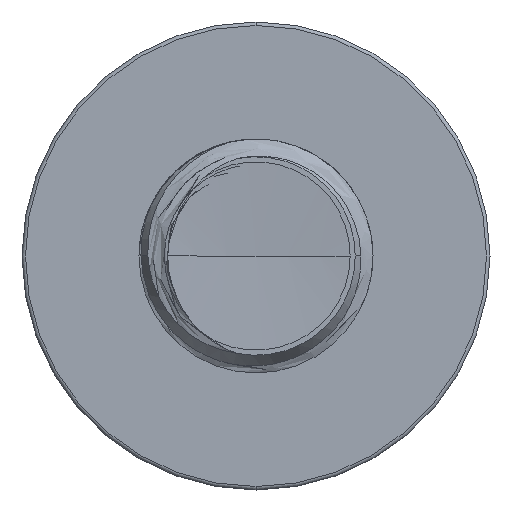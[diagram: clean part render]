
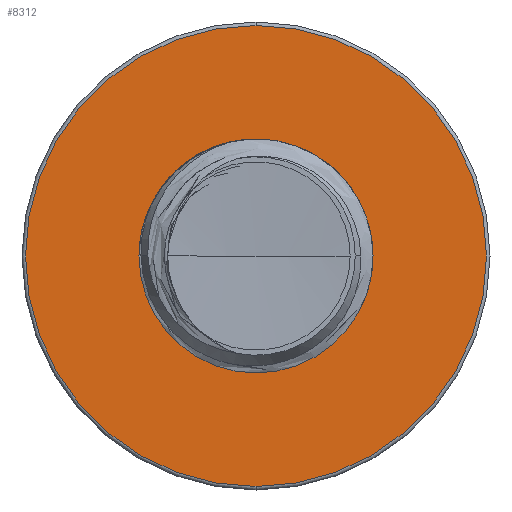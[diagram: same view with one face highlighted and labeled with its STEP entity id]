
A CAD part, front view. The second image highlights one B-rep face of the part: STEP entity #8312.
In plain terms, the highlighted planar face has unit normal (0, -1, 0).
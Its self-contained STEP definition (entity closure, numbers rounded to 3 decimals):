
#352 = CARTESIAN_POINT ( 'NONE',  ( 0., 4., 0.969 ) ) ;
#909 = EDGE_LOOP ( 'NONE', ( #8401, #14394 ) ) ;
#978 = CARTESIAN_POINT ( 'NONE',  ( 0., 4., 1.97 ) ) ;
#1072 = EDGE_LOOP ( 'NONE', ( #7899, #15316 ) ) ;
#1610 = EDGE_CURVE ( 'NONE', #3819, #4355, #17428, .T. ) ;
#1707 = DIRECTION ( 'NONE',  ( 0., 0., -1. ) ) ;
#2270 = EDGE_CURVE ( 'NONE', #4355, #3819, #16633, .T. ) ;
#2767 = DIRECTION ( 'NONE',  ( 0., 0., -1. ) ) ;
#2791 = DIRECTION ( 'NONE',  ( 0., -1., 0. ) ) ;
#2811 = CARTESIAN_POINT ( 'NONE',  ( 0., 4., 0. ) ) ;
#3718 = CIRCLE ( 'NONE', #7140, 1.97 ) ;
#3819 = VERTEX_POINT ( 'NONE', #17576 ) ;
#4355 = VERTEX_POINT ( 'NONE', #12372 ) ;
#4450 = PLANE ( 'NONE',  #4512 ) ;
#4512 = AXIS2_PLACEMENT_3D ( 'NONE', #352, #10255, #1707 ) ;
#6932 = VERTEX_POINT ( 'NONE', #978 ) ;
#6985 = AXIS2_PLACEMENT_3D ( 'NONE', #12303, #12229, #12193 ) ;
#7088 = CARTESIAN_POINT ( 'NONE',  ( 0., 4., 0. ) ) ;
#7140 = AXIS2_PLACEMENT_3D ( 'NONE', #7088, #16743, #8550 ) ;
#7359 = DIRECTION ( 'NONE',  ( 0., -1., 0. ) ) ;
#7899 = ORIENTED_EDGE ( 'NONE', *, *, #2270, .F. ) ;
#8102 = VERTEX_POINT ( 'NONE', #15624 ) ;
#8138 = EDGE_CURVE ( 'NONE', #6932, #8102, #10305, .T. ) ;
#8312 = ADVANCED_FACE ( 'NONE', ( #17015, #17792 ), #4450, .T. ) ;
#8401 = ORIENTED_EDGE ( 'NONE', *, *, #12593, .T. ) ;
#8550 = DIRECTION ( 'NONE',  ( 0., 0., -1. ) ) ;
#10255 = DIRECTION ( 'NONE',  ( 0., -1., 0. ) ) ;
#10305 = CIRCLE ( 'NONE', #14299, 1.97 ) ;
#12193 = DIRECTION ( 'NONE',  ( 0., 0., -1. ) ) ;
#12229 = DIRECTION ( 'NONE',  ( 0., -1., 0. ) ) ;
#12303 = CARTESIAN_POINT ( 'NONE',  ( 0., 4., 0. ) ) ;
#12372 = CARTESIAN_POINT ( 'NONE',  ( 0., 4., -0.969 ) ) ;
#12593 = EDGE_CURVE ( 'NONE', #8102, #6932, #3718, .T. ) ;
#14299 = AXIS2_PLACEMENT_3D ( 'NONE', #15685, #7359, #16981 ) ;
#14394 = ORIENTED_EDGE ( 'NONE', *, *, #8138, .T. ) ;
#15316 = ORIENTED_EDGE ( 'NONE', *, *, #1610, .F. ) ;
#15624 = CARTESIAN_POINT ( 'NONE',  ( 0., 4., -1.97 ) ) ;
#15685 = CARTESIAN_POINT ( 'NONE',  ( 0., 4., 0. ) ) ;
#16633 = CIRCLE ( 'NONE', #17140, 0.969 ) ;
#16743 = DIRECTION ( 'NONE',  ( 0., -1., 0. ) ) ;
#16981 = DIRECTION ( 'NONE',  ( 0., 0., -1. ) ) ;
#17015 = FACE_OUTER_BOUND ( 'NONE', #909, .T. ) ;
#17140 = AXIS2_PLACEMENT_3D ( 'NONE', #2811, #2791, #2767 ) ;
#17428 = CIRCLE ( 'NONE', #6985, 0.969 ) ;
#17576 = CARTESIAN_POINT ( 'NONE',  ( 0., 4., 0.969 ) ) ;
#17792 = FACE_BOUND ( 'NONE', #1072, .T. ) ;
